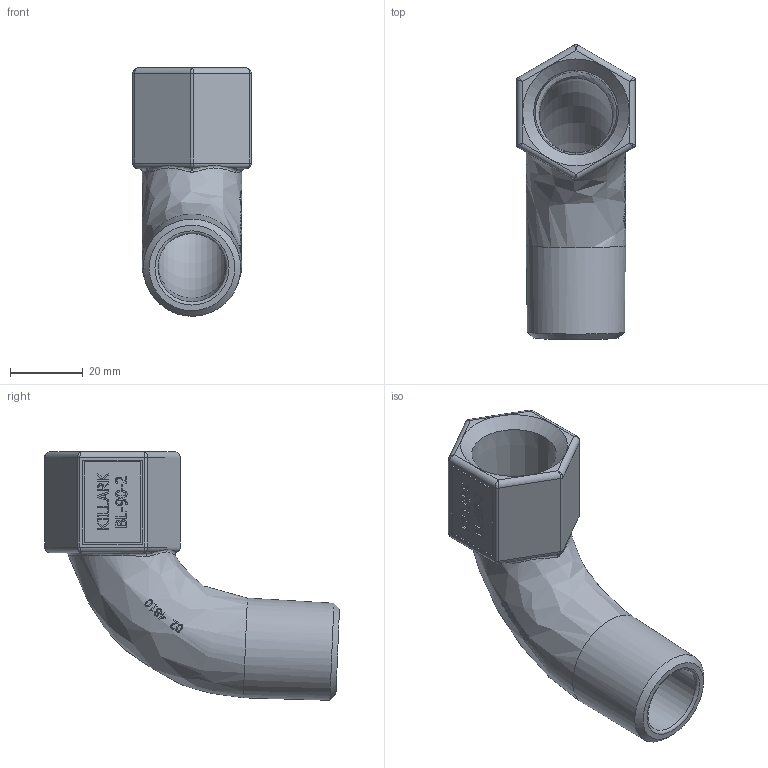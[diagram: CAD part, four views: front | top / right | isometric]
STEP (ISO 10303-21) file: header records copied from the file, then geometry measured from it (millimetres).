
FILE_DESCRIPTION(/* description */ (''),/* implementation_level */ '2;1');
FILE_NAME(/* name */ 'BL-90-2.stp',/* time_stamp */ '2020-04-08T13:09:19-05:00',/* author */ ('nsantoro'),/* organization */ (''),/* preprocessor_version */ 'ST-DEVELOPER v18',/* originating_system */ 'Autodesk Inventor 2020',/* authorisation */ '');
FILE_SCHEMA (('AUTOMOTIVE_DESIGN { 1 0 10303 214 3 1 1 }'));
Length unit declared in the file: inch
Products named in the file (1): BL-90-2
Bounding box: 32.54 x 81.05 x 68.31 mm (x, y, z)
Volume: 33843.1 mm3; surface area: 17269.1 mm2
Topology: 1 solids, 1 shells, 1107 faces, 2993 edges, 1976 vertices
Faces by surface type: plane 611, bspline 458, cylinder 33, torus 3, cone 2
Full cylindrical faces by diameter (mm): 6.469 x1, 7.938 x1, 18.796 x1
Entity records: 41076 total; most frequent: CARTESIAN_POINT 16984, ORIENTED_EDGE 5966, DIRECTION 3110, EDGE_CURVE 2983, VERTEX_POINT 1977, LINE 1684, VECTOR 1684, B_SPLINE_CURVE_WITH_KNOTS 1236
